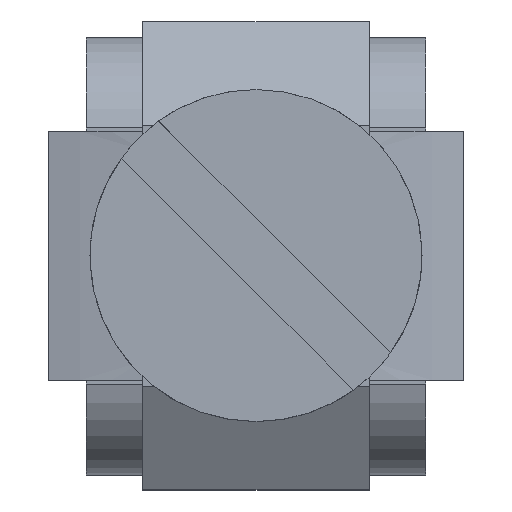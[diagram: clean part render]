
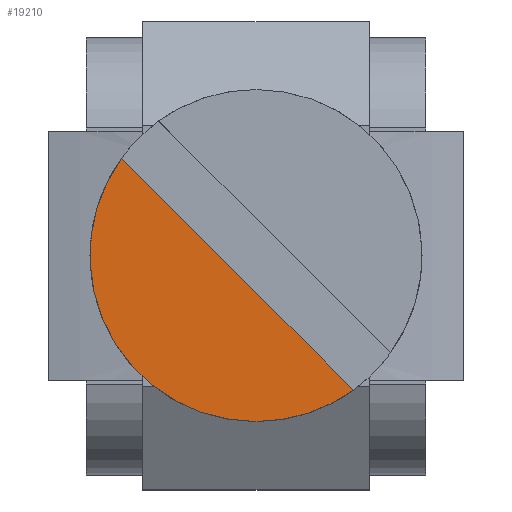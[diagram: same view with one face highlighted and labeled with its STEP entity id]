
A CAD part, top view. The second image highlights one B-rep face of the part: STEP entity #19210.
In plain terms, the highlighted face is planar.
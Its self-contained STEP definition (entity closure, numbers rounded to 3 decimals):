
#12480=CARTESIAN_POINT('',(5.149,43.374,
19.211));
#12490=DIRECTION('',(0.,1.,0.));
#12500=DIRECTION('',(0.,0.,1.));
#12510=AXIS2_PLACEMENT_3D('',#12480,#12490,#12500);
#12520=PLANE('',#12510);
#15040=CARTESIAN_POINT('',(3.861,43.374,
18.693));
#15050=VERTEX_POINT('',#15040);
#15080=CARTESIAN_POINT('',(9.038,43.374,
23.87));
#15090=DIRECTION('',(-0.707,0.,-0.707));
#15100=VECTOR('',#15090,1.);
#15110=LINE('',#15080,#15100);
#15120=CARTESIAN_POINT('',(6.933,43.374,
21.765));
#15130=VERTEX_POINT('',#15120);
#15140=EDGE_CURVE('',#15130,#15050,#15110,.T.);
#19070=CARTESIAN_POINT('',(5.149,43.374,
20.476));
#19080=DIRECTION('',(0.,1.,0.));
#19090=DIRECTION('',(0.,0.,1.));
#19100=AXIS2_PLACEMENT_3D('',#19070,#19080,#19090);
#19110=CIRCLE('',#19100,2.2);
#19120=CARTESIAN_POINT('',(5.149,43.374,
18.276));
#19130=VERTEX_POINT('',#19120);
#19140=EDGE_CURVE('',#19130,#15050,#19110,.T.);
#19150=ORIENTED_EDGE('',*,*,#19140,.T.);
#19160=EDGE_CURVE('',#15130,#19130,#19110,.T.);
#19170=ORIENTED_EDGE('',*,*,#19160,.T.);
#19180=ORIENTED_EDGE('',*,*,#15140,.F.);
#19190=EDGE_LOOP('',(#19180,#19170,#19150));
#19200=FACE_OUTER_BOUND('',#19190,.T.);
#19210=ADVANCED_FACE('',(#19200),#12520,.T.);
